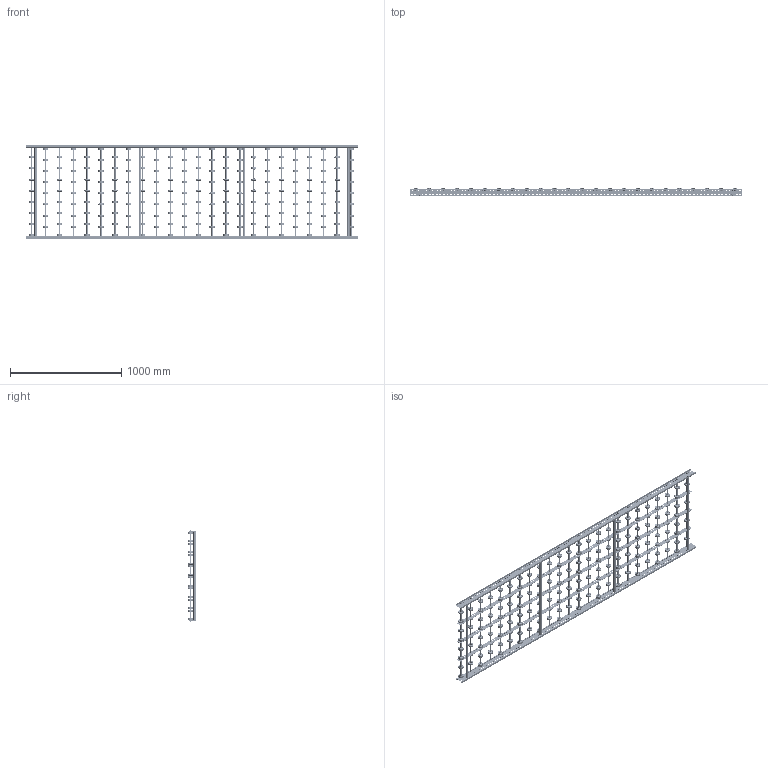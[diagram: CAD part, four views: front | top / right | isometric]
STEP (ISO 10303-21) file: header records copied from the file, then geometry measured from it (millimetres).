
FILE_DESCRIPTION (( 'STEP AP214' ), '1' );
FILE_NAME ('0052557.step', '2021-10-26T13:27:24', ( '' ), ( '' ), 'SwSTEP 2.0', 'SolidWorks 2020', '' );
FILE_SCHEMA (( 'AUTOMOTIVE_DESIGN' ));
Length unit declared in the file: millimetre
Products named in the file (10): S100994_Sperrzahnschraube_M08x16-8.8-A2K; Hutmutter_DIN_1587_M8; S100100_Längstraverse-42x2,5_S100104_L„ngstraverse-RB-L2949; K0011528_2200-48-8; Traversen_KFG_L800; Röllchenachse-für-Konfiguration_EL800 Stahl; 0052557; S106837_Gewindestange-M8-KFG_L820; Profil_LRB-20x70x20x2_KFG_S109080_U-PROFIL-20-70-20-2-LRB-L=2987,5; 0046278_KB-ROHR-12X1,75mm_KFG_L75
Assembly tree (106 placements, depth 3):
  0052557
    Profil_LRB-20x70x20x2_KFG_S109080_U-PROFIL-20-70-20-2-LRB-L=2987,5  x2
    S100994_Sperrzahnschraube_M08x16-8.8-A2K  x8
    Traversen_KFG_L800  x4
    Röllchenachse-für-Konfiguration_EL800 Stahl  x24
      S106837_Gewindestange-M8-KFG_L820
      0046278_KB-ROHR-12X1,75mm_KFG_L75
      K0011528_2200-48-8
    S100100_Längstraverse-42x2,5_S100104_L„ngstraverse-RB-L2949  x3
    Hutmutter_DIN_1587_M8  x48
Bounding box: 2987.5 x 79 x 840 mm (x, y, z)
Volume: 8164274 mm3; surface area: 6354550.7 mm2
Topology: 673 solids, 673 shells, 21198 faces, 45428 edges, 27816 vertices
Faces by surface type: cylinder 8720, torus 5024, plane 4110, cone 3296, bspline 48
Entity records: 52561 total; most frequent: DIRECTION 9611, CARTESIAN_POINT 8625, ORIENTED_EDGE 8060, AXIS2_PLACEMENT_3D 4140, EDGE_CURVE 4030, VERTEX_POINT 2658, EDGE_LOOP 2628, CIRCLE 2619
